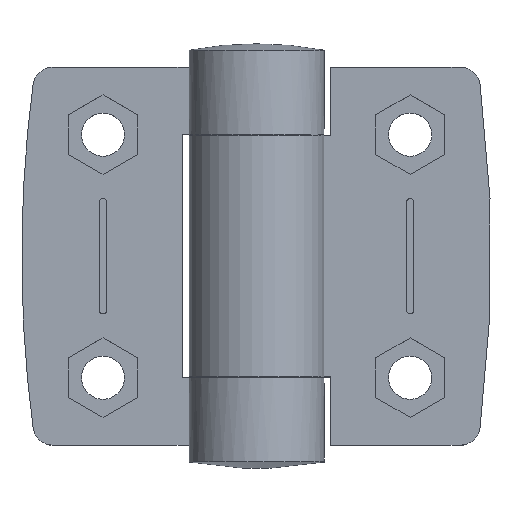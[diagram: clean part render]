
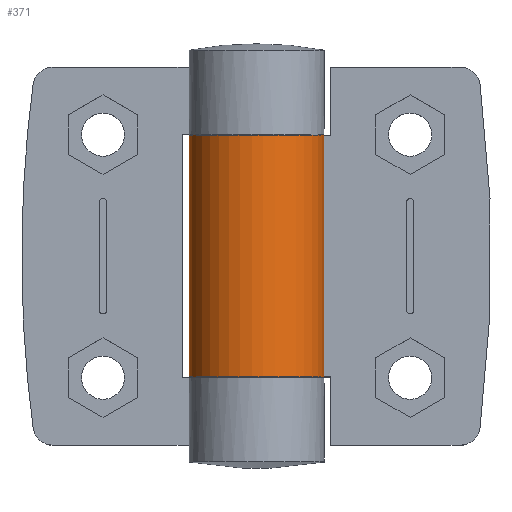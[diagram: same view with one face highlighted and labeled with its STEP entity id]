
A CAD part, top view. The second image highlights one B-rep face of the part: STEP entity #371.
In plain terms, the highlighted cylindrical face has radius 10 mm (diameter 20 mm), a partial arc.
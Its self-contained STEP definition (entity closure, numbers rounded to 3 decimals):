
#371 = ADVANCED_FACE( '', ( #807 ), #808, .T. );
#807 = FACE_OUTER_BOUND( '', #1285, .T. );
#808 = CYLINDRICAL_SURFACE( '', #1286, 10. );
#1285 = EDGE_LOOP( '', ( #2373, #2374, #2375, #2376 ) );
#1286 = AXIS2_PLACEMENT_3D( '', #2377, #2378, #2379 );
#2373 = ORIENTED_EDGE( '', *, *, #3186, .T. );
#2374 = ORIENTED_EDGE( '', *, *, #2939, .F. );
#2375 = ORIENTED_EDGE( '', *, *, #3187, .F. );
#2376 = ORIENTED_EDGE( '', *, *, #3145, .T. );
#2377 = CARTESIAN_POINT( '', ( 0., 17.9, 0. ) );
#2378 = DIRECTION( '', ( 0., 1., 0. ) );
#2379 = DIRECTION( '', ( 0., 0., -1. ) );
#2939 = EDGE_CURVE( '', #3588, #3590, #3591, .T. );
#3145 = EDGE_CURVE( '', #3892, #3890, #3893, .T. );
#3186 = EDGE_CURVE( '', #3890, #3590, #3943, .T. );
#3187 = EDGE_CURVE( '', #3892, #3588, #3944, .T. );
#3588 = VERTEX_POINT( '', #4485 );
#3590 = VERTEX_POINT( '', #4488 );
#3591 = LINE( '', #4489, #4490 );
#3890 = VERTEX_POINT( '', #4919 );
#3892 = VERTEX_POINT( '', #4922 );
#3893 = LINE( '', #4923, #4924 );
#3943 = CIRCLE( '', #4992, 10. );
#3944 = CIRCLE( '', #4993, 10. );
#4485 = CARTESIAN_POINT( '', ( 9.682, 17.9, -2.5 ) );
#4488 = CARTESIAN_POINT( '', ( 9.682, -17.9, -2.5 ) );
#4489 = CARTESIAN_POINT( '', ( 9.682, 17.9, -2.5 ) );
#4490 = VECTOR( '', #5292, 1000. );
#4919 = CARTESIAN_POINT( '', ( -3.049, -17.9, -9.524 ) );
#4922 = CARTESIAN_POINT( '', ( -3.049, 17.9, -9.524 ) );
#4923 = CARTESIAN_POINT( '', ( -3.049, 17.9, -9.524 ) );
#4924 = VECTOR( '', #5502, 1000. );
#4992 = AXIS2_PLACEMENT_3D( '', #5539, #5540, #5541 );
#4993 = AXIS2_PLACEMENT_3D( '', #5542, #5543, #5544 );
#5292 = DIRECTION( '', ( 0., -1., 0. ) );
#5502 = DIRECTION( '', ( 0., -1., 0. ) );
#5539 = CARTESIAN_POINT( '', ( 0., -17.9, 0. ) );
#5540 = DIRECTION( '', ( 0., 1., 0. ) );
#5541 = DIRECTION( '', ( 1., 0., 0. ) );
#5542 = CARTESIAN_POINT( '', ( 0., 17.9, 0. ) );
#5543 = DIRECTION( '', ( 0., 1., 0. ) );
#5544 = DIRECTION( '', ( 1., 0., 0. ) );
